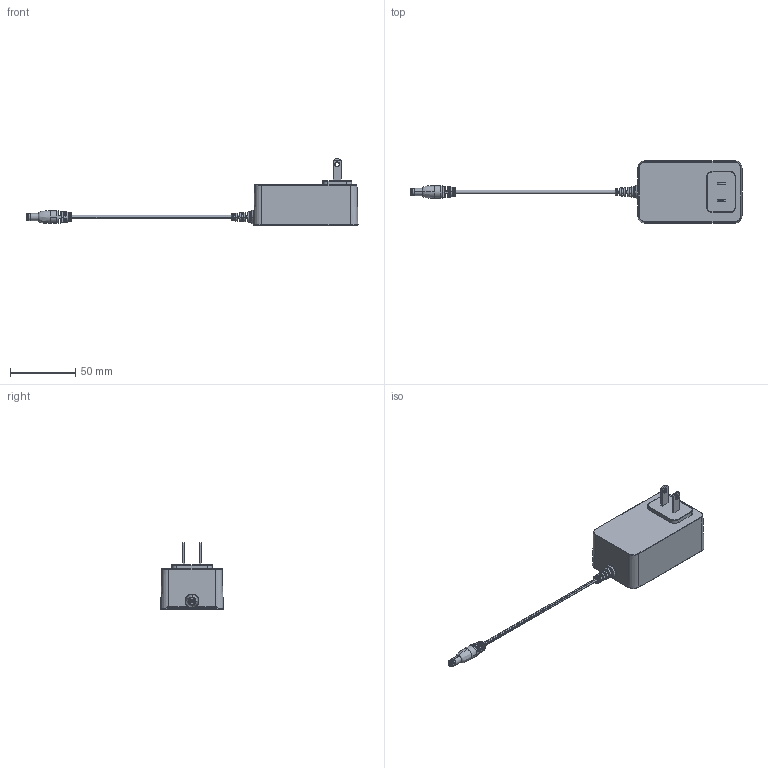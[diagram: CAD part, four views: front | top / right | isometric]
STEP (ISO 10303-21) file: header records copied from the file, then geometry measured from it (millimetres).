
FILE_DESCRIPTION (( 'STEP AP203' ), '1' );
FILE_NAME ('16-00232_revA.STEP', '2020-09-10T18:01:53', ( '' ), ( '' ), 'SwSTEP 2.0', 'SolidWorks 2015', '' );
FILE_SCHEMA (( 'CONFIG_CONTROL_DESIGN' ));
Length unit declared in the file: millimetre
Products named in the file (14): 50-00133 shell; Nema 1-15 plug; 26-00008_bottom; 50-00133; 50-00133 contact; UL_1-15 pin; 16-00232_revA; 26-00008; 24-00348; 30-00341_stripped and tinned; 10-03783; 24-00003; 50-00133 insulator; 26-00008_top
Assembly tree (14 placements, depth 4):
  16-00232_revA
    26-00008
      26-00008_bottom
      26-00008_top
    Nema 1-15 plug
      UL_1-15 pin  x2
    10-03783
      30-00341_stripped and tinned
      24-00003
      24-00348
      50-00133
        50-00133 contact
        50-00133 insulator
        50-00133 shell
Bounding box: 254.41 x 47.98 x 51.1 mm (x, y, z)
Volume: 29698.6 mm3; surface area: 42898.7 mm2
Topology: 92 solids, 92 shells, 1236 faces, 2785 edges, 1806 vertices
Faces by surface type: plane 652, cylinder 355, bspline 139, torus 46, cone 44
Entity records: 42398 total; most frequent: CARTESIAN_POINT 14238, DIRECTION 5450, ORIENTED_EDGE 5442, EDGE_CURVE 2721, AXIS2_PLACEMENT_3D 2039, VERTEX_POINT 1766, VECTOR 1372, LINE 1372
